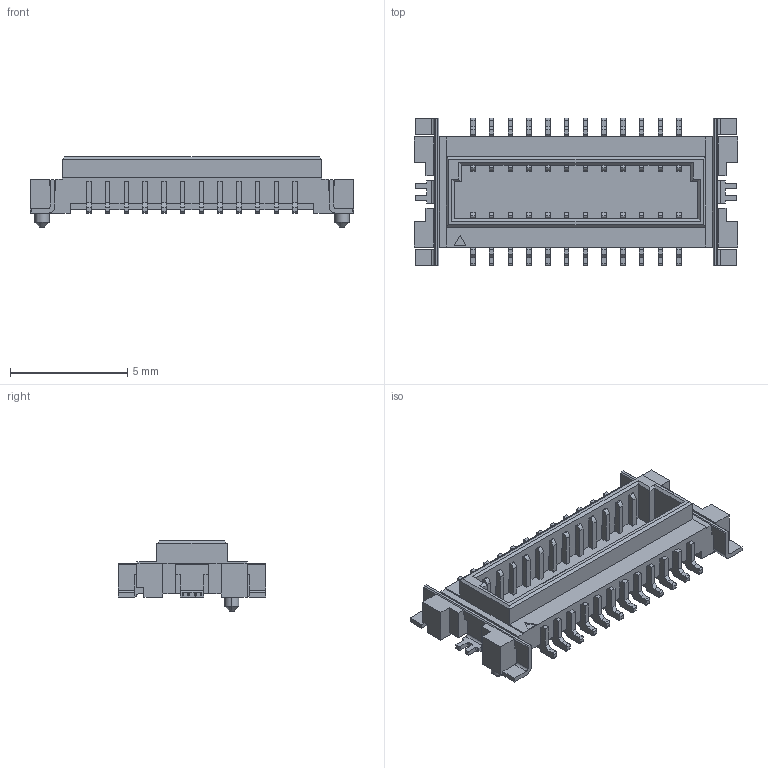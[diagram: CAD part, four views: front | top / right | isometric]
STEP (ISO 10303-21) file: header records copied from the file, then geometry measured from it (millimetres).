
FILE_DESCRIPTION((''),'2;1');
FILE_NAME('C-1775014-2','2018-03-08T',('workeradm'),('TE Connectivity Ltd.'),'CREO PARAMETRIC BY PTC INC, 2016050','CREO PARAMETRIC BY PTC INC, 2016050','');
FILE_SCHEMA(('AUTOMOTIVE_DESIGN { 1 0 10303 214 1 1 1 1 }'));
Length unit declared in the file: millimetre
Products named in the file (1): C-1775014-2
Bounding box: 13.8 x 6.3 x 3 mm (x, y, z)
Volume: 74.1 mm3; surface area: 357.2 mm2
Topology: 1 solids, 1 shells, 835 faces, 2467 edges, 1634 vertices
Faces by surface type: plane 611, cylinder 220, cone 4
Entity records: 27853 total; most frequent: CARTESIAN_POINT 4938, ORIENTED_EDGE 4934, DIRECTION 4581, EDGE_CURVE 2467, VECTOR 2023, LINE 2023, VERTEX_POINT 1634, AXIS2_PLACEMENT_3D 1279
